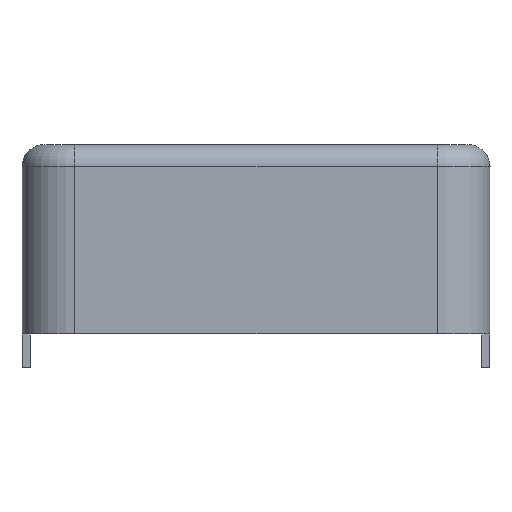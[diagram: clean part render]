
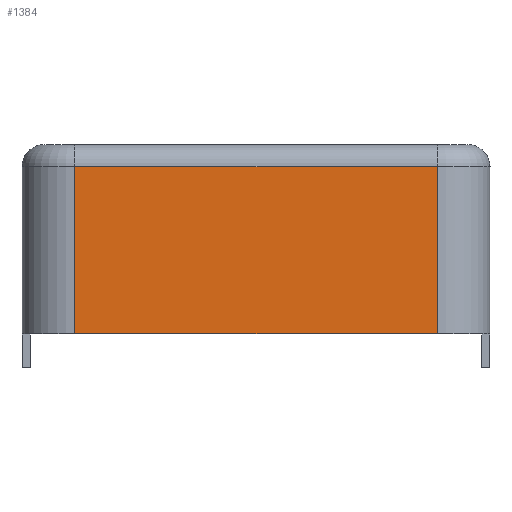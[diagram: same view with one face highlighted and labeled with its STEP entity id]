
A CAD part, left-side view. The second image highlights one B-rep face of the part: STEP entity #1384.
In plain terms, the highlighted face is planar.
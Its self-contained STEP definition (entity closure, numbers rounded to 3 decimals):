
#26=PLANE('',#1491);
#70=LINE('',#2170,#182);
#71=LINE('',#2173,#183);
#72=LINE('',#2175,#184);
#73=LINE('',#2177,#185);
#182=VECTOR('',#1704,1000.);
#183=VECTOR('',#1705,1000.);
#184=VECTOR('',#1706,1000.);
#185=VECTOR('',#1707,1000.);
#350=ORIENTED_EDGE('',*,*,#758,.T.);
#351=ORIENTED_EDGE('',*,*,#759,.F.);
#352=ORIENTED_EDGE('',*,*,#760,.F.);
#353=ORIENTED_EDGE('',*,*,#761,.T.);
#758=EDGE_CURVE('',#962,#963,#70,.T.);
#759=EDGE_CURVE('',#964,#963,#71,.T.);
#760=EDGE_CURVE('',#965,#964,#72,.T.);
#761=EDGE_CURVE('',#965,#962,#73,.T.);
#962=VERTEX_POINT('',#2171);
#963=VERTEX_POINT('',#2172);
#964=VERTEX_POINT('',#2174);
#965=VERTEX_POINT('',#2176);
#1164=EDGE_LOOP('',(#350,#351,#352,#353));
#1270=FACE_BOUND('',#1164,.T.);
#1384=ADVANCED_FACE('',(#1270),#26,.T.);
#1491=AXIS2_PLACEMENT_3D('',#2169,#1702,#1703);
#1702=DIRECTION('',(0.,0.,-1.));
#1703=DIRECTION('',(0.,-1.,0.));
#1704=DIRECTION('',(-1.,0.,0.));
#1705=DIRECTION('',(0.,-1.,0.));
#1706=DIRECTION('',(-1.,0.,0.));
#1707=DIRECTION('',(0.,-1.,0.));
#2169=CARTESIAN_POINT('',(6.5,0.,-20.75));
#2170=CARTESIAN_POINT('',(6.5,-6.8,-20.75));
#2171=CARTESIAN_POINT('',(6.5,-6.8,-20.75));
#2172=CARTESIAN_POINT('',(-6.5,-6.8,-20.75));
#2173=CARTESIAN_POINT('',(-6.5,0.,-20.75));
#2174=CARTESIAN_POINT('',(-6.5,-0.8,-20.75));
#2175=CARTESIAN_POINT('',(6.5,-0.8,-20.75));
#2176=CARTESIAN_POINT('',(6.5,-0.8,-20.75));
#2177=CARTESIAN_POINT('',(6.5,0.,-20.75));
